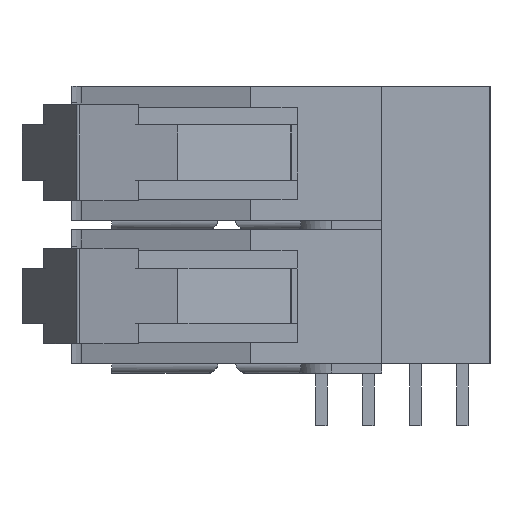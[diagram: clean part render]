
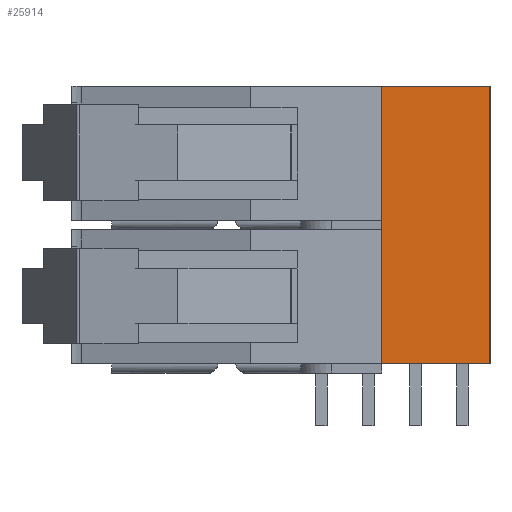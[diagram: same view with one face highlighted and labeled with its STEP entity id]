
A CAD part, left-side view. The second image highlights one B-rep face of the part: STEP entity #25914.
In plain terms, the highlighted planar face has unit normal (-1, 0, 0).
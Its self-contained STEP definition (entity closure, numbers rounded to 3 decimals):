
#608=FACE_OUTER_BOUND($,#2274,.T.);
#2274=EDGE_LOOP($,(#17080,#17081,#17082,#17083));
#4020=LINE($,#37071,#7480);
#4021=LINE($,#37073,#7481);
#4022=LINE($,#37075,#7482);
#4023=LINE($,#37076,#7483);
#7480=VECTOR($,#29925,14.986);
#7481=VECTOR($,#29926,5.842);
#7482=VECTOR($,#29927,14.986);
#7483=VECTOR($,#29928,5.842);
#10924=VERTEX_POINT($,#37069);
#10925=VERTEX_POINT($,#37070);
#10926=VERTEX_POINT($,#37072);
#10927=VERTEX_POINT($,#37074);
#13372=EDGE_CURVE($,#10924,#10925,#4020,.T.);
#13373=EDGE_CURVE($,#10924,#10926,#4021,.F.);
#13374=EDGE_CURVE($,#10926,#10927,#4022,.T.);
#13375=EDGE_CURVE($,#10927,#10925,#4023,.T.);
#17080=ORIENTED_EDGE($,*,*,#13372,.F.);
#17081=ORIENTED_EDGE($,*,*,#13373,.T.);
#17082=ORIENTED_EDGE($,*,*,#13374,.T.);
#17083=ORIENTED_EDGE($,*,*,#13375,.T.);
#24344=PLANE($,#28011);
#25914=ADVANCED_FACE($,(#608),#24344,.T.);
#28011=AXIS2_PLACEMENT_3D($,#37068,#29923,#29924);
#29923=DIRECTION('center_axis',(-1.,0.,0.));
#29924=DIRECTION('ref_axis',(0.,0.,-1.));
#29925=DIRECTION($,(0.,0.,-1.));
#29926=DIRECTION($,(0.,-1.,0.));
#29927=DIRECTION($,(0.,0.,-1.));
#29928=DIRECTION($,(0.,-1.,0.));
#37068=CARTESIAN_POINT('Origin',(-41.45,-2.388,7.493));
#37069=CARTESIAN_POINT('',(-41.45,-5.309,15.494));
#37070=CARTESIAN_POINT('',(-41.45,-5.309,0.508));
#37071=CARTESIAN_POINT($,(-41.45,-5.309,7.239));
#37072=CARTESIAN_POINT('',(-41.45,0.533,15.494));
#37073=CARTESIAN_POINT($,(-41.45,-2.388,15.494));
#37074=CARTESIAN_POINT('',(-41.45,0.533,0.508));
#37075=CARTESIAN_POINT($,(-41.45,0.533,7.493));
#37076=CARTESIAN_POINT($,(-41.45,-2.388,0.508));
